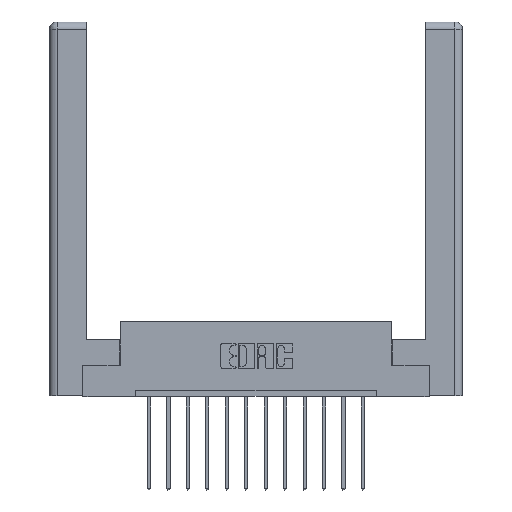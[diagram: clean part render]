
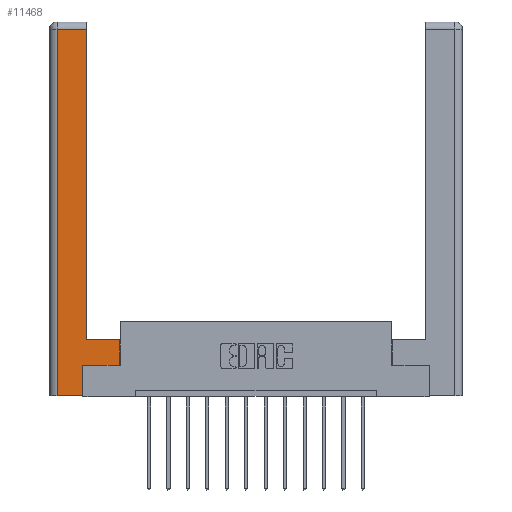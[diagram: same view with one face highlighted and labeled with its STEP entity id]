
A CAD part, top view. The second image highlights one B-rep face of the part: STEP entity #11468.
In plain terms, the highlighted planar face has unit normal (0, 0, 1).
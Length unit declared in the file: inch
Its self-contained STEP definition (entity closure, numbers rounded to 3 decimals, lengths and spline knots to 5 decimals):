
#97 = CARTESIAN_POINT ( 'NONE',  ( 0.0615, 2.94, 0. ) ) ;
#214 = VECTOR ( 'NONE', #3063, 39.37008 ) ;
#326 = EDGE_CURVE ( 'NONE', #5709, #11788, #2067, .T. ) ;
#513 = DIRECTION ( 'NONE',  ( 0., 1., 0. ) ) ;
#1273 = LINE ( 'NONE', #4296, #8004 ) ;
#1330 = EDGE_CURVE ( 'NONE', #15330, #11679, #2417, .T. ) ;
#1609 = CARTESIAN_POINT ( 'NONE',  ( 0.265, 0.245, 0. ) ) ;
#1882 = ORIENTED_EDGE ( 'NONE', *, *, #1330, .T. ) ;
#2017 = CARTESIAN_POINT ( 'NONE',  ( 0.565, 0.45, 0. ) ) ;
#2067 = LINE ( 'NONE', #4459, #11262 ) ;
#2215 = DIRECTION ( 'NONE',  ( 1., 0., 0. ) ) ;
#2389 = CARTESIAN_POINT ( 'NONE',  ( 0.295, 0.45, 0. ) ) ;
#2417 = LINE ( 'NONE', #9524, #5204 ) ;
#2533 = VERTEX_POINT ( 'NONE', #11723 ) ;
#2646 = AXIS2_PLACEMENT_3D ( 'NONE', #5509, #12746, #15185 ) ;
#2696 = EDGE_CURVE ( 'NONE', #12969, #2533, #5949, .T. ) ;
#3012 = CARTESIAN_POINT ( 'NONE',  ( 0.265, 0.245, 0. ) ) ;
#3063 = DIRECTION ( 'NONE',  ( 0., -1., 0. ) ) ;
#3171 = EDGE_LOOP ( 'NONE', ( #12206, #11196, #5442, #3935, #5233, #1882, #8140, #12910 ) ) ;
#3400 = CARTESIAN_POINT ( 'NONE',  ( 0.565, 0.245, 0. ) ) ;
#3528 = EDGE_CURVE ( 'NONE', #2533, #15330, #8544, .T. ) ;
#3759 = CARTESIAN_POINT ( 'NONE',  ( 0.265, 0., 0. ) ) ;
#3935 = ORIENTED_EDGE ( 'NONE', *, *, #2696, .T. ) ;
#4296 = CARTESIAN_POINT ( 'NONE',  ( 0.295, 3., 0. ) ) ;
#4459 = CARTESIAN_POINT ( 'NONE',  ( 0.0615, 2.94, 0. ) ) ;
#5204 = VECTOR ( 'NONE', #2215, 39.37008 ) ;
#5212 = CARTESIAN_POINT ( 'NONE',  ( 0.295, 2.94, 0. ) ) ;
#5233 = ORIENTED_EDGE ( 'NONE', *, *, #3528, .T. ) ;
#5379 = VECTOR ( 'NONE', #14863, 39.37008 ) ;
#5442 = ORIENTED_EDGE ( 'NONE', *, *, #15459, .T. ) ;
#5509 = CARTESIAN_POINT ( 'NONE',  ( 0., 0., 0. ) ) ;
#5709 = VERTEX_POINT ( 'NONE', #5212 ) ;
#5949 = LINE ( 'NONE', #3759, #12146 ) ;
#6340 = CARTESIAN_POINT ( 'NONE',  ( 0.0615, 0., 0. ) ) ;
#6948 = VECTOR ( 'NONE', #14671, 39.37008 ) ;
#8004 = VECTOR ( 'NONE', #15355, 39.37008 ) ;
#8057 = DIRECTION ( 'NONE',  ( -1., 0., 0. ) ) ;
#8140 = ORIENTED_EDGE ( 'NONE', *, *, #8486, .T. ) ;
#8486 = EDGE_CURVE ( 'NONE', #11679, #14298, #11805, .T. ) ;
#8544 = LINE ( 'NONE', #3012, #9069 ) ;
#8745 = EDGE_CURVE ( 'NONE', #14589, #5709, #1273, .T. ) ;
#8976 = CARTESIAN_POINT ( 'NONE',  ( 0.0615, 0., 0. ) ) ;
#9069 = VECTOR ( 'NONE', #513, 39.37008 ) ;
#9524 = CARTESIAN_POINT ( 'NONE',  ( 0.565, 0.245, 0. ) ) ;
#9940 = DIRECTION ( 'NONE',  ( 1., 0., 0. ) ) ;
#10040 = CARTESIAN_POINT ( 'NONE',  ( 0.565, 0.45, 0. ) ) ;
#10143 = FACE_OUTER_BOUND ( 'NONE', #3171, .T. ) ;
#11196 = ORIENTED_EDGE ( 'NONE', *, *, #326, .T. ) ;
#11262 = VECTOR ( 'NONE', #8057, 39.37008 ) ;
#11468 = ADVANCED_FACE ( 'NONE', ( #10143 ), #11499, .F. ) ;
#11499 = PLANE ( 'NONE',  #2646 ) ;
#11679 = VERTEX_POINT ( 'NONE', #3400 ) ;
#11723 = CARTESIAN_POINT ( 'NONE',  ( 0.265, 0., 0. ) ) ;
#11788 = VERTEX_POINT ( 'NONE', #97 ) ;
#11805 = LINE ( 'NONE', #10040, #5379 ) ;
#12146 = VECTOR ( 'NONE', #9940, 39.37008 ) ;
#12206 = ORIENTED_EDGE ( 'NONE', *, *, #8745, .T. ) ;
#12746 = DIRECTION ( 'NONE',  ( 0., 0., -1. ) ) ;
#12910 = ORIENTED_EDGE ( 'NONE', *, *, #14576, .T. ) ;
#12961 = LINE ( 'NONE', #2389, #6948 ) ;
#12969 = VERTEX_POINT ( 'NONE', #6340 ) ;
#13424 = CARTESIAN_POINT ( 'NONE',  ( 0.295, 0.45, 0. ) ) ;
#14298 = VERTEX_POINT ( 'NONE', #2017 ) ;
#14576 = EDGE_CURVE ( 'NONE', #14298, #14589, #12961, .T. ) ;
#14589 = VERTEX_POINT ( 'NONE', #13424 ) ;
#14671 = DIRECTION ( 'NONE',  ( -1., 0., 0. ) ) ;
#14863 = DIRECTION ( 'NONE',  ( 0., 1., 0. ) ) ;
#15185 = DIRECTION ( 'NONE',  ( -1., 0., 0. ) ) ;
#15330 = VERTEX_POINT ( 'NONE', #1609 ) ;
#15348 = LINE ( 'NONE', #8976, #214 ) ;
#15355 = DIRECTION ( 'NONE',  ( 0., 1., 0. ) ) ;
#15459 = EDGE_CURVE ( 'NONE', #11788, #12969, #15348, .T. ) ;
